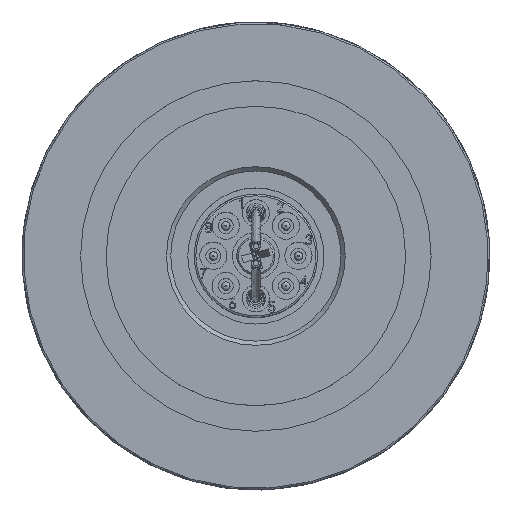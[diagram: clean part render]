
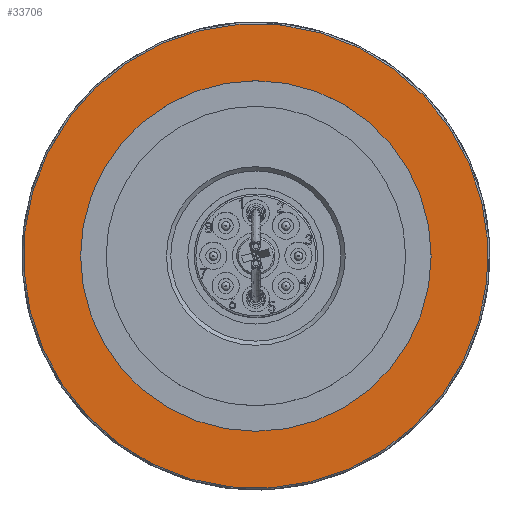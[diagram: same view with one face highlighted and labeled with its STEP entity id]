
A CAD part, top view. The second image highlights one B-rep face of the part: STEP entity #33706.
In plain terms, the highlighted planar face has unit normal (0, 0, 1).
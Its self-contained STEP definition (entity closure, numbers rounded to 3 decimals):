
#239 = DIRECTION ( 'NONE',  ( -1., 0., 0. ) ) ;
#703 = EDGE_CURVE ( 'NONE', #725, #25574, #1218, .T. ) ;
#725 = VERTEX_POINT ( 'NONE', #26939 ) ;
#1218 = CIRCLE ( 'NONE', #26319, 27.3 ) ;
#2939 = CARTESIAN_POINT ( 'NONE',  ( 0., 0., 0. ) ) ;
#6266 = CIRCLE ( 'NONE', #11760, 27.3 ) ;
#8531 = DIRECTION ( 'NONE',  ( -1., 0., 0. ) ) ;
#9858 = VERTEX_POINT ( 'NONE', #47784 ) ;
#11156 = EDGE_LOOP ( 'NONE', ( #27592, #38807 ) ) ;
#11760 = AXIS2_PLACEMENT_3D ( 'NONE', #38310, #12456, #239 ) ;
#12456 = DIRECTION ( 'NONE',  ( 0., 0., 1. ) ) ;
#14332 = ORIENTED_EDGE ( 'NONE', *, *, #34251, .T. ) ;
#17919 = DIRECTION ( 'NONE',  ( -1., 0., 0. ) ) ;
#20421 = DIRECTION ( 'NONE',  ( 0., 0., -1. ) ) ;
#21113 = CIRCLE ( 'NONE', #26619, 20.6 ) ;
#25030 = FACE_OUTER_BOUND ( 'NONE', #11156, .T. ) ;
#25574 = VERTEX_POINT ( 'NONE', #41321 ) ;
#26319 = AXIS2_PLACEMENT_3D ( 'NONE', #30663, #27424, #8531 ) ;
#26619 = AXIS2_PLACEMENT_3D ( 'NONE', #39120, #20421, #35427 ) ;
#26939 = CARTESIAN_POINT ( 'NONE',  ( 2.891, 27.146, 0. ) ) ;
#27424 = DIRECTION ( 'NONE',  ( 0., 0., 1. ) ) ;
#27592 = ORIENTED_EDGE ( 'NONE', *, *, #35586, .T. ) ;
#28465 = FACE_BOUND ( 'NONE', #36064, .T. ) ;
#30663 = CARTESIAN_POINT ( 'NONE',  ( 0., 0., 0. ) ) ;
#33706 = ADVANCED_FACE ( 'NONE', ( #25030, #28465 ), #44024, .F. ) ;
#34251 = EDGE_CURVE ( 'NONE', #9858, #9858, #21113, .T. ) ;
#35427 = DIRECTION ( 'NONE',  ( -1., 0., 0. ) ) ;
#35586 = EDGE_CURVE ( 'NONE', #25574, #725, #6266, .T. ) ;
#36064 = EDGE_LOOP ( 'NONE', ( #14332 ) ) ;
#36350 = DIRECTION ( 'NONE',  ( 0., 0., -1. ) ) ;
#38310 = CARTESIAN_POINT ( 'NONE',  ( 0., 0., 0. ) ) ;
#38807 = ORIENTED_EDGE ( 'NONE', *, *, #703, .T. ) ;
#39120 = CARTESIAN_POINT ( 'NONE',  ( 0., 0., 0. ) ) ;
#41321 = CARTESIAN_POINT ( 'NONE',  ( 3.049, 27.129, 0. ) ) ;
#44024 = PLANE ( 'NONE',  #47656 ) ;
#47656 = AXIS2_PLACEMENT_3D ( 'NONE', #2939, #36350, #17919 ) ;
#47784 = CARTESIAN_POINT ( 'NONE',  ( -20.6, 0., 0. ) ) ;
